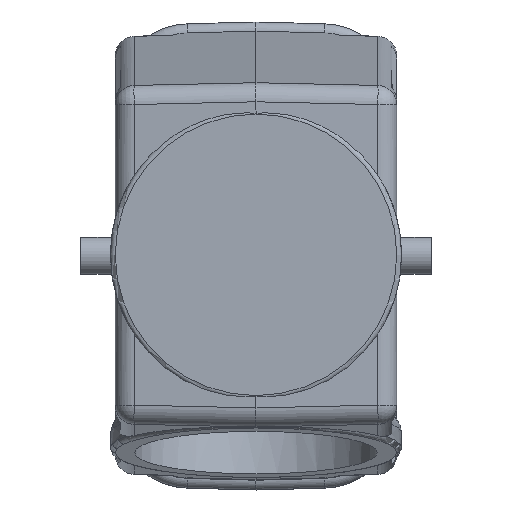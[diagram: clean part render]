
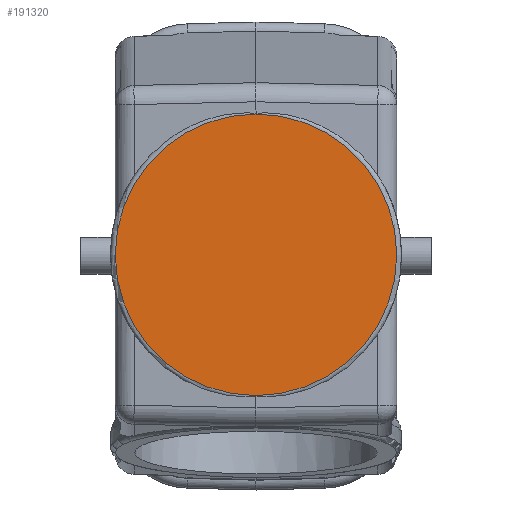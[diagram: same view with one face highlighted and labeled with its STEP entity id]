
A CAD part, top view. The second image highlights one B-rep face of the part: STEP entity #191320.
In plain terms, the highlighted face is planar.
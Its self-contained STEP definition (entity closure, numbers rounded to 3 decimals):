
#186710=CARTESIAN_POINT('',(59.18,51.565,-69.2)
);
#186720=VERTEX_POINT('',#186710);
#188730=CARTESIAN_POINT('',(30.18,51.565,-69.2)
);
#188740=VERTEX_POINT('',#188730);
#188770=CARTESIAN_POINT('',(44.68,51.565,-69.2)
);
#188780=DIRECTION('',(0.,0.,-1.));
#188790=DIRECTION('',(-1.,0.,0.));
#188800=AXIS2_PLACEMENT_3D('',#188770,#188780,#188790);
#188810=CIRCLE('',#188800,14.5);
#188820=EDGE_CURVE('',#188740,#186720,#188810,.T.);
#191170=CARTESIAN_POINT('',(44.68,110.855,-69.2)
);
#191180=DIRECTION('',(0.,0.,-1.));
#191190=DIRECTION('',(0.,-1.,0.));
#191200=AXIS2_PLACEMENT_3D('',#191170,#191180,#191190);
#191210=PLANE('',#191200);
#191220=CARTESIAN_POINT('',(44.68,51.565,-69.2)
);
#191230=DIRECTION('',(0.,0.,1.));
#191240=DIRECTION('',(-1.,0.,0.));
#191250=AXIS2_PLACEMENT_3D('',#191220,#191230,#191240);
#191260=CIRCLE('',#191250,14.5);
#191270=EDGE_CURVE('',#188740,#186720,#191260,.T.);
#191280=ORIENTED_EDGE('',*,*,#191270,.F.);
#191290=ORIENTED_EDGE('',*,*,#188820,.T.);
#191300=EDGE_LOOP('',(#191290,#191280));
#191310=FACE_OUTER_BOUND('',#191300,.T.);
#191320=ADVANCED_FACE('',(#191310),#191210,.T.);
